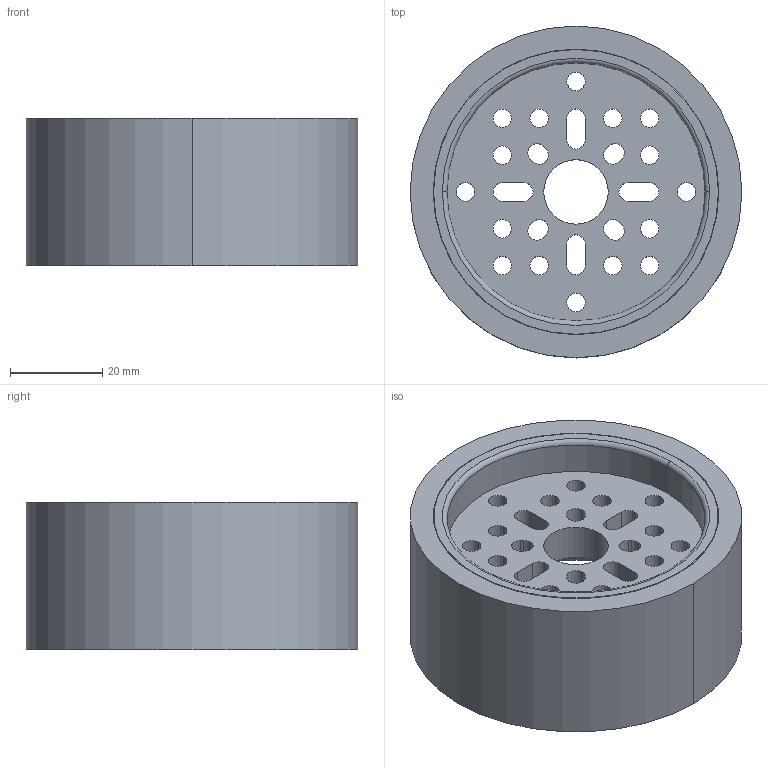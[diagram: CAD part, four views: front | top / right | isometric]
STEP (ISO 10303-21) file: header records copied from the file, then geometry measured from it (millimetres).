
FILE_DESCRIPTION (( 'STEP AP203' ), '1' );
FILE_NAME ('3601-0014-0072 part.STEP', '2018-04-17T15:48:22', ( '' ), ( '' ), 'SwSTEP 2.0', 'SolidWorks 2016', '' );
FILE_SCHEMA (( 'CONFIG_CONTROL_DESIGN' ));
Length unit declared in the file: millimetre
Products named in the file (1): 3601-0014-0072 part
Bounding box: 72 x 72 x 32 mm (x, y, z)
Volume: 66767 mm3; surface area: 21540.1 mm2
Topology: 1 solids, 1 shells, 96 faces, 266 edges, 176 vertices
Faces by surface type: cylinder 66, plane 22, torus 8
Entity records: 3327 total; most frequent: DIRECTION 612, CARTESIAN_POINT 539, ORIENTED_EDGE 532, EDGE_CURVE 266, AXIS2_PLACEMENT_3D 249, VERTEX_POINT 176, CIRCLE 152, EDGE_LOOP 150
